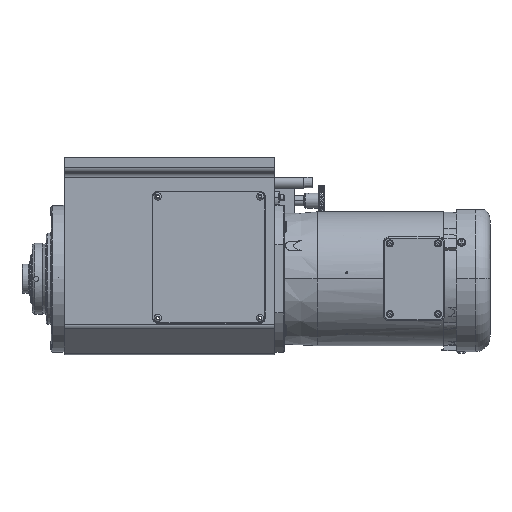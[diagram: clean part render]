
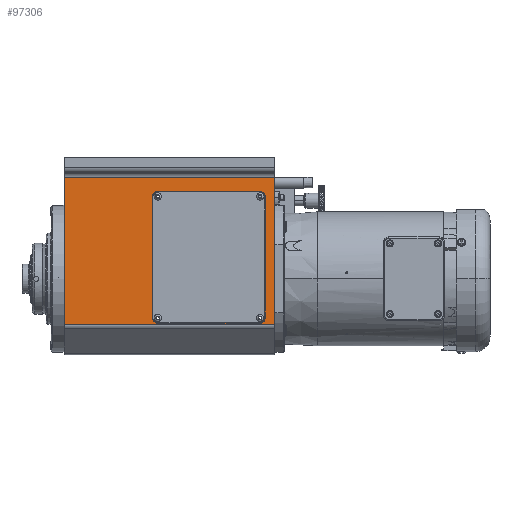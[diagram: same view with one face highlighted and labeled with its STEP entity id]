
A CAD part, left-side view. The second image highlights one B-rep face of the part: STEP entity #97306.
In plain terms, the highlighted planar face has unit normal (-1, 0, 0).
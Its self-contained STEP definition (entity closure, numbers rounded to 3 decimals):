
#4135 = DIRECTION ( 'NONE',  ( 0., 0., -1. ) ) ;
#4724 = ORIENTED_EDGE ( 'NONE', *, *, #67342, .F. ) ;
#5608 = ORIENTED_EDGE ( 'NONE', *, *, #60233, .T. ) ;
#7591 = AXIS2_PLACEMENT_3D ( 'NONE', #78676, #40844, #93831 ) ;
#7843 = LINE ( 'NONE', #21538, #45563 ) ;
#8751 = LINE ( 'NONE', #86324, #31037 ) ;
#11102 = EDGE_CURVE ( 'NONE', #36797, #40356, #93756, .T. ) ;
#11757 = VERTEX_POINT ( 'NONE', #34282 ) ;
#12426 = CARTESIAN_POINT ( 'NONE',  ( 12.7, 17.475, -207.975 ) ) ;
#12483 = CARTESIAN_POINT ( 'NONE',  ( 12.7, 158.75, -49.225 ) ) ;
#14225 = AXIS2_PLACEMENT_3D ( 'NONE', #39024, #92029, #46710 ) ;
#15035 = LINE ( 'NONE', #85447, #32675 ) ;
#15300 = VECTOR ( 'NONE', #42685, 1000. ) ;
#15927 = EDGE_CURVE ( 'NONE', #34404, #68692, #82497, .T. ) ;
#16044 = EDGE_CURVE ( 'NONE', #19720, #11757, #80168, .T. ) ;
#18127 = DIRECTION ( 'NONE',  ( 0., 0., -1. ) ) ;
#18606 = CARTESIAN_POINT ( 'NONE',  ( 12.7, 152.4, -207.975 ) ) ;
#19593 = CARTESIAN_POINT ( 'NONE',  ( 12.7, 276.225, -25.4 ) ) ;
#19720 = VERTEX_POINT ( 'NONE', #54240 ) ;
#20331 = AXIS2_PLACEMENT_3D ( 'NONE', #36527, #89530, #44157 ) ;
#21091 = ORIENTED_EDGE ( 'NONE', *, *, #96480, .T. ) ;
#21538 = CARTESIAN_POINT ( 'NONE',  ( 12.7, 17.475, -42.875 ) ) ;
#21794 = CARTESIAN_POINT ( 'NONE',  ( 12.7, 269.875, -25.4 ) ) ;
#23726 = VERTEX_POINT ( 'NONE', #45851 ) ;
#24222 = ORIENTED_EDGE ( 'NONE', *, *, #90992, .T. ) ;
#24259 = ORIENTED_EDGE ( 'NONE', *, *, #16044, .T. ) ;
#29788 = CARTESIAN_POINT ( 'NONE',  ( 12.7, 152.4, -201.625 ) ) ;
#29864 = DIRECTION ( 'NONE',  ( 0., -1., 0. ) ) ;
#31037 = VECTOR ( 'NONE', #18127, 1000. ) ;
#32675 = VECTOR ( 'NONE', #47727, 1000. ) ;
#33228 = PLANE ( 'NONE',  #7591 ) ;
#34282 = CARTESIAN_POINT ( 'NONE',  ( 12.7, 6.35, -210.095 ) ) ;
#34404 = VERTEX_POINT ( 'NONE', #68309 ) ;
#34679 = VECTOR ( 'NONE', #39782, 1000. ) ;
#34771 = DIRECTION ( 'NONE',  ( 0., 0., 1. ) ) ;
#36527 = CARTESIAN_POINT ( 'NONE',  ( 12.7, 23.825, -201.625 ) ) ;
#36797 = VERTEX_POINT ( 'NONE', #18606 ) ;
#37036 = LINE ( 'NONE', #77577, #34679 ) ;
#37434 = DIRECTION ( 'NONE',  ( 0., 0., -1. ) ) ;
#38320 = LINE ( 'NONE', #87760, #96353 ) ;
#39024 = CARTESIAN_POINT ( 'NONE',  ( 12.7, 152.4, -49.225 ) ) ;
#39493 = CIRCLE ( 'NONE', #72162, 6.35 ) ;
#39782 = DIRECTION ( 'NONE',  ( 0., 0., -1. ) ) ;
#40356 = VERTEX_POINT ( 'NONE', #65982 ) ;
#40844 = DIRECTION ( 'NONE',  ( 1., 0., 0. ) ) ;
#41971 = CIRCLE ( 'NONE', #14225, 6.35 ) ;
#42685 = DIRECTION ( 'NONE',  ( 0., -1., 0. ) ) ;
#44024 = VECTOR ( 'NONE', #87440, 1000. ) ;
#44157 = DIRECTION ( 'NONE',  ( 0., 0., -1. ) ) ;
#45563 = VECTOR ( 'NONE', #82120, 1000. ) ;
#45851 = CARTESIAN_POINT ( 'NONE',  ( 12.7, 6.35, -25.4 ) ) ;
#46710 = DIRECTION ( 'NONE',  ( 0., 0., -1. ) ) ;
#47727 = DIRECTION ( 'NONE',  ( 0., 0., 1. ) ) ;
#49345 = DIRECTION ( 'NONE',  ( 1., 0., 0. ) ) ;
#51961 = CARTESIAN_POINT ( 'NONE',  ( 12.7, 152.4, -42.875 ) ) ;
#52086 = ORIENTED_EDGE ( 'NONE', *, *, #61760, .F. ) ;
#52447 = EDGE_CURVE ( 'NONE', #36797, #68692, #55606, .T. ) ;
#53742 = FACE_BOUND ( 'NONE', #91125, .T. ) ;
#54240 = CARTESIAN_POINT ( 'NONE',  ( 12.7, 269.875, -210.095 ) ) ;
#55606 = LINE ( 'NONE', #12426, #15300 ) ;
#60233 = EDGE_CURVE ( 'NONE', #23726, #64412, #84342, .T. ) ;
#61760 = EDGE_CURVE ( 'NONE', #86606, #81752, #7843, .T. ) ;
#62240 = CARTESIAN_POINT ( 'NONE',  ( 12.7, 23.825, -42.875 ) ) ;
#62374 = EDGE_LOOP ( 'NONE', ( #24259, #21091, #5608, #24222 ) ) ;
#63635 = EDGE_CURVE ( 'NONE', #70019, #40356, #8751, .T. ) ;
#64412 = VERTEX_POINT ( 'NONE', #21794 ) ;
#65982 = CARTESIAN_POINT ( 'NONE',  ( 12.7, 158.75, -201.625 ) ) ;
#66977 = ORIENTED_EDGE ( 'NONE', *, *, #11102, .T. ) ;
#67342 = EDGE_CURVE ( 'NONE', #34404, #77722, #15035, .T. ) ;
#67718 = CARTESIAN_POINT ( 'NONE',  ( 12.7, 0., -210.095 ) ) ;
#68309 = CARTESIAN_POINT ( 'NONE',  ( 12.7, 17.475, -201.625 ) ) ;
#68627 = EDGE_CURVE ( 'NONE', #70019, #81752, #41971, .T. ) ;
#68692 = VERTEX_POINT ( 'NONE', #72568 ) ;
#70019 = VERTEX_POINT ( 'NONE', #12483 ) ;
#72162 = AXIS2_PLACEMENT_3D ( 'NONE', #94592, #49345, #4135 ) ;
#72360 = ORIENTED_EDGE ( 'NONE', *, *, #63635, .F. ) ;
#72568 = CARTESIAN_POINT ( 'NONE',  ( 12.7, 23.825, -207.975 ) ) ;
#73030 = VECTOR ( 'NONE', #29864, 1000. ) ;
#77577 = CARTESIAN_POINT ( 'NONE',  ( 12.7, 269.875, -247.65 ) ) ;
#77722 = VERTEX_POINT ( 'NONE', #93516 ) ;
#78676 = CARTESIAN_POINT ( 'NONE',  ( 12.7, 276.225, -247.65 ) ) ;
#80079 = AXIS2_PLACEMENT_3D ( 'NONE', #29788, #82834, #37434 ) ;
#80168 = LINE ( 'NONE', #67718, #73030 ) ;
#81752 = VERTEX_POINT ( 'NONE', #51961 ) ;
#82120 = DIRECTION ( 'NONE',  ( 0., 1., 0. ) ) ;
#82497 = CIRCLE ( 'NONE', #20331, 6.35 ) ;
#82834 = DIRECTION ( 'NONE',  ( 1., 0., 0. ) ) ;
#84342 = LINE ( 'NONE', #19593, #44024 ) ;
#84505 = ORIENTED_EDGE ( 'NONE', *, *, #15927, .T. ) ;
#85447 = CARTESIAN_POINT ( 'NONE',  ( 12.7, 17.475, -42.875 ) ) ;
#86324 = CARTESIAN_POINT ( 'NONE',  ( 12.7, 158.75, -42.875 ) ) ;
#86606 = VERTEX_POINT ( 'NONE', #62240 ) ;
#87440 = DIRECTION ( 'NONE',  ( 0., 1., 0. ) ) ;
#87760 = CARTESIAN_POINT ( 'NONE',  ( 12.7, 6.35, -247.65 ) ) ;
#89530 = DIRECTION ( 'NONE',  ( 1., 0., 0. ) ) ;
#90992 = EDGE_CURVE ( 'NONE', #64412, #19720, #37036, .T. ) ;
#91125 = EDGE_LOOP ( 'NONE', ( #72360, #96304, #52086, #97559, #4724, #84505, #93226, #66977 ) ) ;
#91549 = FACE_OUTER_BOUND ( 'NONE', #62374, .T. ) ;
#92029 = DIRECTION ( 'NONE',  ( 1., 0., 0. ) ) ;
#93226 = ORIENTED_EDGE ( 'NONE', *, *, #52447, .F. ) ;
#93516 = CARTESIAN_POINT ( 'NONE',  ( 12.7, 17.475, -49.225 ) ) ;
#93756 = CIRCLE ( 'NONE', #80079, 6.35 ) ;
#93831 = DIRECTION ( 'NONE',  ( 0., 0., -1. ) ) ;
#94592 = CARTESIAN_POINT ( 'NONE',  ( 12.7, 23.825, -49.225 ) ) ;
#96304 = ORIENTED_EDGE ( 'NONE', *, *, #68627, .T. ) ;
#96353 = VECTOR ( 'NONE', #34771, 1000. ) ;
#96480 = EDGE_CURVE ( 'NONE', #11757, #23726, #38320, .T. ) ;
#96893 = EDGE_CURVE ( 'NONE', #86606, #77722, #39493, .T. ) ;
#97306 = ADVANCED_FACE ( 'NONE', ( #53742, #91549 ), #33228, .F. ) ;
#97559 = ORIENTED_EDGE ( 'NONE', *, *, #96893, .T. ) ;
